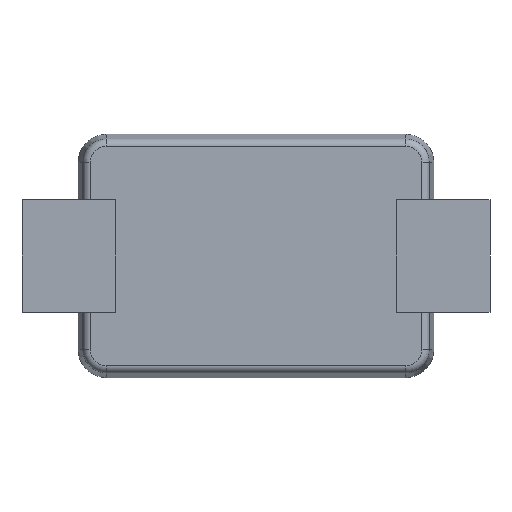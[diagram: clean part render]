
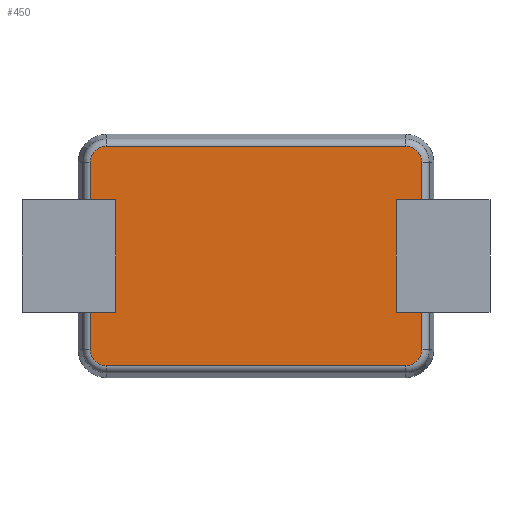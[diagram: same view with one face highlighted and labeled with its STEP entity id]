
A CAD part, front view. The second image highlights one B-rep face of the part: STEP entity #450.
In plain terms, the highlighted planar face has unit normal (0, -1, 0).
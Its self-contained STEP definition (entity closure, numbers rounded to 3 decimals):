
#6 = CARTESIAN_POINT ( 'NONE',  ( 1.25, 0., 0.3 ) ) ;
#13 = CARTESIAN_POINT ( 'NONE',  ( -1.25, 0., -0.3 ) ) ;
#22 = DIRECTION ( 'NONE',  ( 0., -1., 0. ) ) ;
#26 = ORIENTED_EDGE ( 'NONE', *, *, #984, .T. ) ;
#27 = DIRECTION ( 'NONE',  ( 0., -1., 0. ) ) ;
#40 = CARTESIAN_POINT ( 'NONE',  ( -0.75, 0., 0.3 ) ) ;
#61 = EDGE_CURVE ( 'NONE', #1714, #791, #1791, .T. ) ;
#65 = LINE ( 'NONE', #97, #1039 ) ;
#66 = EDGE_CURVE ( 'NONE', #357, #260, #1160, .T. ) ;
#97 = CARTESIAN_POINT ( 'NONE',  ( 0.75, 0., -0.3 ) ) ;
#98 = DIRECTION ( 'NONE',  ( 1., 0., 0. ) ) ;
#130 = CIRCLE ( 'NONE', #1603, 0.086 ) ;
#132 = CARTESIAN_POINT ( 'NONE',  ( -0.886, 0., 0.3 ) ) ;
#135 = VECTOR ( 'NONE', #703, 1000. ) ;
#165 = CARTESIAN_POINT ( 'NONE',  ( -0.8, 0., 0.586 ) ) ;
#183 = ORIENTED_EDGE ( 'NONE', *, *, #1227, .T. ) ;
#193 = VERTEX_POINT ( 'NONE', #165 ) ;
#205 = VERTEX_POINT ( 'NONE', #627 ) ;
#226 = VECTOR ( 'NONE', #1756, 1000. ) ;
#228 = ORIENTED_EDGE ( 'NONE', *, *, #1848, .T. ) ;
#231 = VERTEX_POINT ( 'NONE', #1811 ) ;
#241 = DIRECTION ( 'NONE',  ( 0., -1., 0. ) ) ;
#245 = CARTESIAN_POINT ( 'NONE',  ( 0.886, 0., 0.3 ) ) ;
#260 = VERTEX_POINT ( 'NONE', #132 ) ;
#272 = ORIENTED_EDGE ( 'NONE', *, *, #448, .T. ) ;
#274 = CARTESIAN_POINT ( 'NONE',  ( -0.886, 0., 0.5 ) ) ;
#283 = ORIENTED_EDGE ( 'NONE', *, *, #1241, .T. ) ;
#296 = AXIS2_PLACEMENT_3D ( 'NONE', #1422, #1724, #1896 ) ;
#336 = LINE ( 'NONE', #6, #864 ) ;
#357 = VERTEX_POINT ( 'NONE', #274 ) ;
#381 = CARTESIAN_POINT ( 'NONE',  ( -1.25, 0., 0.3 ) ) ;
#448 = EDGE_CURVE ( 'NONE', #730, #1674, #130, .T. ) ;
#450 = ADVANCED_FACE ( 'NONE', ( #1251 ), #485, .T. ) ;
#474 = EDGE_CURVE ( 'NONE', #791, #730, #673, .T. ) ;
#485 = PLANE ( 'NONE',  #1099 ) ;
#487 = VERTEX_POINT ( 'NONE', #1125 ) ;
#490 = ORIENTED_EDGE ( 'NONE', *, *, #1629, .T. ) ;
#497 = DIRECTION ( 'NONE',  ( 0., 0., -1. ) ) ;
#524 = DIRECTION ( 'NONE',  ( 1., 0., 0. ) ) ;
#528 = DIRECTION ( 'NONE',  ( 0., 0., -1. ) ) ;
#552 = ORIENTED_EDGE ( 'NONE', *, *, #61, .T. ) ;
#579 = CARTESIAN_POINT ( 'NONE',  ( 0.8, 0., -0.586 ) ) ;
#602 = LINE ( 'NONE', #1364, #1767 ) ;
#615 = CARTESIAN_POINT ( 'NONE',  ( 0.8, 0., -0.5 ) ) ;
#627 = CARTESIAN_POINT ( 'NONE',  ( -0.75, 0., -0.3 ) ) ;
#628 = LINE ( 'NONE', #1691, #933 ) ;
#629 = DIRECTION ( 'NONE',  ( 0., 0., -1. ) ) ;
#673 = LINE ( 'NONE', #1278, #1342 ) ;
#691 = CARTESIAN_POINT ( 'NONE',  ( -0.8, 0., -0.5 ) ) ;
#703 = DIRECTION ( 'NONE',  ( 0., 0., -1. ) ) ;
#720 = DIRECTION ( 'NONE',  ( 0., 0., 1. ) ) ;
#726 = LINE ( 'NONE', #1962, #1290 ) ;
#730 = VERTEX_POINT ( 'NONE', #579 ) ;
#747 = DIRECTION ( 'NONE',  ( 0., 0., -1. ) ) ;
#773 = EDGE_LOOP ( 'NONE', ( #1731, #1955, #1579, #1119, #1332, #552, #1652, #272, #1320, #283, #1622, #183, #26, #228, #490, #1882 ) ) ;
#791 = VERTEX_POINT ( 'NONE', #1247 ) ;
#818 = CARTESIAN_POINT ( 'NONE',  ( -0.886, 0., 0.5 ) ) ;
#849 = DIRECTION ( 'NONE',  ( 0., 0., 1. ) ) ;
#864 = VECTOR ( 'NONE', #1850, 1000. ) ;
#894 = EDGE_CURVE ( 'NONE', #1582, #1714, #1151, .T. ) ;
#898 = VERTEX_POINT ( 'NONE', #1449 ) ;
#933 = VECTOR ( 'NONE', #952, 1000. ) ;
#943 = DIRECTION ( 'NONE',  ( 0., 0., -1. ) ) ;
#952 = DIRECTION ( 'NONE',  ( -1., 0., 0. ) ) ;
#984 = EDGE_CURVE ( 'NONE', #1378, #231, #1180, .T. ) ;
#1000 = VECTOR ( 'NONE', #1853, 1000. ) ;
#1017 = EDGE_CURVE ( 'NONE', #260, #1819, #1148, .T. ) ;
#1039 = VECTOR ( 'NONE', #1301, 1000. ) ;
#1060 = CARTESIAN_POINT ( 'NONE',  ( 0.75, 0., 0.3 ) ) ;
#1078 = EDGE_CURVE ( 'NONE', #1674, #487, #1139, .T. ) ;
#1099 = AXIS2_PLACEMENT_3D ( 'NONE', #1104, #1703, #943 ) ;
#1104 = CARTESIAN_POINT ( 'NONE',  ( -0.8, 0., 0.5 ) ) ;
#1109 = AXIS2_PLACEMENT_3D ( 'NONE', #1382, #22, #629 ) ;
#1119 = ORIENTED_EDGE ( 'NONE', *, *, #1813, .T. ) ;
#1121 = EDGE_CURVE ( 'NONE', #1819, #205, #726, .T. ) ;
#1124 = VERTEX_POINT ( 'NONE', #1060 ) ;
#1125 = CARTESIAN_POINT ( 'NONE',  ( 0.886, 0., -0.3 ) ) ;
#1139 = LINE ( 'NONE', #1737, #1412 ) ;
#1148 = LINE ( 'NONE', #381, #1765 ) ;
#1149 = CARTESIAN_POINT ( 'NONE',  ( -0.886, 0., 0.5 ) ) ;
#1151 = LINE ( 'NONE', #818, #135 ) ;
#1160 = LINE ( 'NONE', #1149, #226 ) ;
#1180 = LINE ( 'NONE', #1482, #1259 ) ;
#1184 = CARTESIAN_POINT ( 'NONE',  ( -0.886, 0., -0.3 ) ) ;
#1200 = CIRCLE ( 'NONE', #296, 0.086 ) ;
#1227 = EDGE_CURVE ( 'NONE', #1124, #1378, #336, .T. ) ;
#1241 = EDGE_CURVE ( 'NONE', #487, #898, #628, .T. ) ;
#1247 = CARTESIAN_POINT ( 'NONE',  ( -0.8, 0., -0.586 ) ) ;
#1251 = FACE_OUTER_BOUND ( 'NONE', #773, .T. ) ;
#1259 = VECTOR ( 'NONE', #720, 1000. ) ;
#1278 = CARTESIAN_POINT ( 'NONE',  ( -0.8, 0., -0.586 ) ) ;
#1284 = AXIS2_PLACEMENT_3D ( 'NONE', #691, #241, #528 ) ;
#1290 = VECTOR ( 'NONE', #747, 1000. ) ;
#1301 = DIRECTION ( 'NONE',  ( 0., 0., 1. ) ) ;
#1320 = ORIENTED_EDGE ( 'NONE', *, *, #1078, .T. ) ;
#1332 = ORIENTED_EDGE ( 'NONE', *, *, #894, .T. ) ;
#1342 = VECTOR ( 'NONE', #524, 1000. ) ;
#1360 = VERTEX_POINT ( 'NONE', #1432 ) ;
#1364 = CARTESIAN_POINT ( 'NONE',  ( -0.8, 0., 0.586 ) ) ;
#1378 = VERTEX_POINT ( 'NONE', #245 ) ;
#1382 = CARTESIAN_POINT ( 'NONE',  ( 0.8, 0., 0.5 ) ) ;
#1412 = VECTOR ( 'NONE', #849, 1000. ) ;
#1413 = EDGE_CURVE ( 'NONE', #898, #1124, #65, .T. ) ;
#1422 = CARTESIAN_POINT ( 'NONE',  ( -0.8, 0., 0.5 ) ) ;
#1432 = CARTESIAN_POINT ( 'NONE',  ( 0.8, 0., 0.586 ) ) ;
#1435 = EDGE_CURVE ( 'NONE', #193, #357, #1200, .T. ) ;
#1449 = CARTESIAN_POINT ( 'NONE',  ( 0.75, 0., -0.3 ) ) ;
#1482 = CARTESIAN_POINT ( 'NONE',  ( 0.886, 0., 0.5 ) ) ;
#1579 = ORIENTED_EDGE ( 'NONE', *, *, #1121, .T. ) ;
#1582 = VERTEX_POINT ( 'NONE', #1184 ) ;
#1603 = AXIS2_PLACEMENT_3D ( 'NONE', #615, #27, #497 ) ;
#1622 = ORIENTED_EDGE ( 'NONE', *, *, #1413, .T. ) ;
#1629 = EDGE_CURVE ( 'NONE', #1360, #193, #602, .T. ) ;
#1652 = ORIENTED_EDGE ( 'NONE', *, *, #474, .T. ) ;
#1668 = CARTESIAN_POINT ( 'NONE',  ( -0.886, 0., -0.5 ) ) ;
#1674 = VERTEX_POINT ( 'NONE', #1818 ) ;
#1691 = CARTESIAN_POINT ( 'NONE',  ( 1.25, 0., -0.3 ) ) ;
#1699 = DIRECTION ( 'NONE',  ( -1., 0., 0. ) ) ;
#1703 = DIRECTION ( 'NONE',  ( 0., -1., 0. ) ) ;
#1714 = VERTEX_POINT ( 'NONE', #1668 ) ;
#1724 = DIRECTION ( 'NONE',  ( 0., -1., 0. ) ) ;
#1731 = ORIENTED_EDGE ( 'NONE', *, *, #66, .T. ) ;
#1737 = CARTESIAN_POINT ( 'NONE',  ( 0.886, 0., 0.5 ) ) ;
#1756 = DIRECTION ( 'NONE',  ( 0., 0., -1. ) ) ;
#1764 = CIRCLE ( 'NONE', #1109, 0.086 ) ;
#1765 = VECTOR ( 'NONE', #98, 1000. ) ;
#1767 = VECTOR ( 'NONE', #1699, 1000. ) ;
#1791 = CIRCLE ( 'NONE', #1284, 0.086 ) ;
#1811 = CARTESIAN_POINT ( 'NONE',  ( 0.886, 0., 0.5 ) ) ;
#1813 = EDGE_CURVE ( 'NONE', #205, #1582, #1843, .T. ) ;
#1818 = CARTESIAN_POINT ( 'NONE',  ( 0.886, 0., -0.5 ) ) ;
#1819 = VERTEX_POINT ( 'NONE', #40 ) ;
#1843 = LINE ( 'NONE', #13, #1000 ) ;
#1848 = EDGE_CURVE ( 'NONE', #231, #1360, #1764, .T. ) ;
#1850 = DIRECTION ( 'NONE',  ( 1., 0., 0. ) ) ;
#1853 = DIRECTION ( 'NONE',  ( -1., 0., 0. ) ) ;
#1882 = ORIENTED_EDGE ( 'NONE', *, *, #1435, .T. ) ;
#1896 = DIRECTION ( 'NONE',  ( 0., 0., -1. ) ) ;
#1955 = ORIENTED_EDGE ( 'NONE', *, *, #1017, .T. ) ;
#1962 = CARTESIAN_POINT ( 'NONE',  ( -0.75, 0., -0.3 ) ) ;
